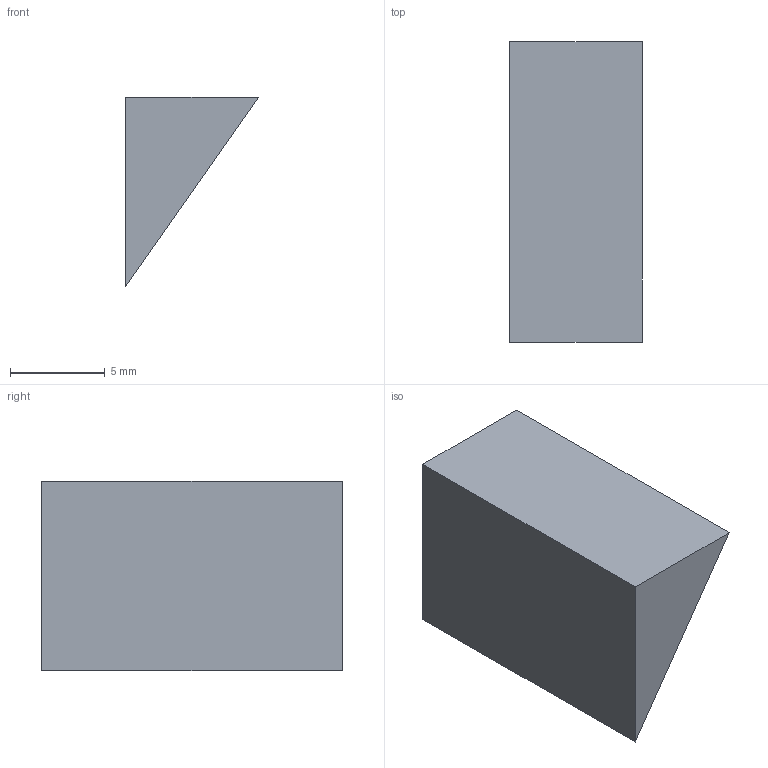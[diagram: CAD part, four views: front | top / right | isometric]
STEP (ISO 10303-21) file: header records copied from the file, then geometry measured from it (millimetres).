
FILE_DESCRIPTION(('STEP AP214'),'1');
FILE_NAME('cut_off_geometry_solid_model.stp','2024-11-21T20:51:06',(' '),(' '),'Spatial InterOp 3D',' ',' ');
FILE_SCHEMA(('AUTOMOTIVE_DESIGN { 1 0 10303 214 1 1 1 1 }'));
Length unit declared in the file: metre
Products named in the file (2): cut_off_geometry_solid_model; rule_geometry_triangle
Assembly tree (1 placements, depth 2):
  cut_off_geometry_solid_model
    rule_geometry_triangle
Bounding box: 7 x 15.83 x 10 mm (x, y, z)
Volume: 554 mm3; surface area: 532.3 mm2
Topology: 1 solids, 1 shells, 5 faces, 9 edges, 6 vertices
Faces by surface type: plane 5
Entity records: 176 total; most frequent: DIRECTION 23, CARTESIAN_POINT 22, ORIENTED_EDGE 18, EDGE_CURVE 9, LINE 9, VECTOR 9, AXIS2_PLACEMENT_3D 7, VERTEX_POINT 6
